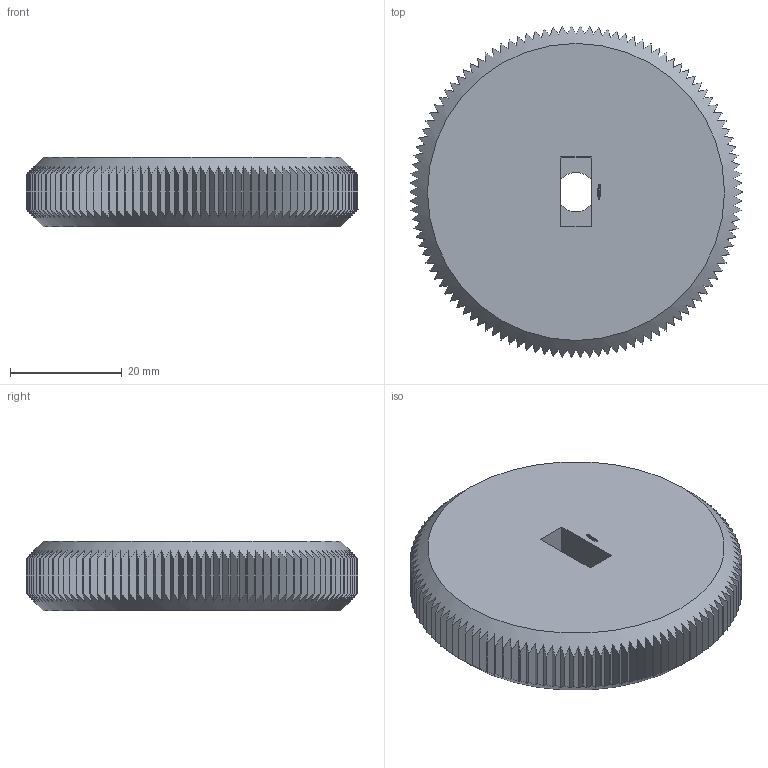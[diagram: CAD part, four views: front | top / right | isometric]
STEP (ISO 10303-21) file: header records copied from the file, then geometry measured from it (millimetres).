
FILE_DESCRIPTION(('FreeCAD Model'),'2;1');
FILE_NAME('Open CASCADE Shape Model','2024-01-03T18:27:44',(''),(''), 'Open CASCADE STEP processor 7.6','FreeCAD','Unknown');
FILE_SCHEMA(('AUTOMOTIVE_DESIGN { 1 0 10303 214 1 1 1 1 }'));
Products named in the file (1): Knob KNR BVD SCR ISR BU01.00x04.75 - SPN-KNB-0014 (stemfie.org)
Bounding box: 59.38 x 59.35 x 12.5 mm (x, y, z)
Volume: 31226.5 mm3; surface area: 8760.7 mm2
Topology: 1 solids, 1 shells, 811 faces, 2322 edges, 1546 vertices
Faces by surface type: plane 563, extrusion 128, cylinder 116, cone 4
Entity records: 58458 total; most frequent: CARTESIAN_POINT 12916, DIRECTION 8184, VECTOR 4960, LINE 4832, ORIENTED_EDGE 4644, PCURVE 4644, DEFINITIONAL_REPRESENTATION 4644, EDGE_CURVE 2322
